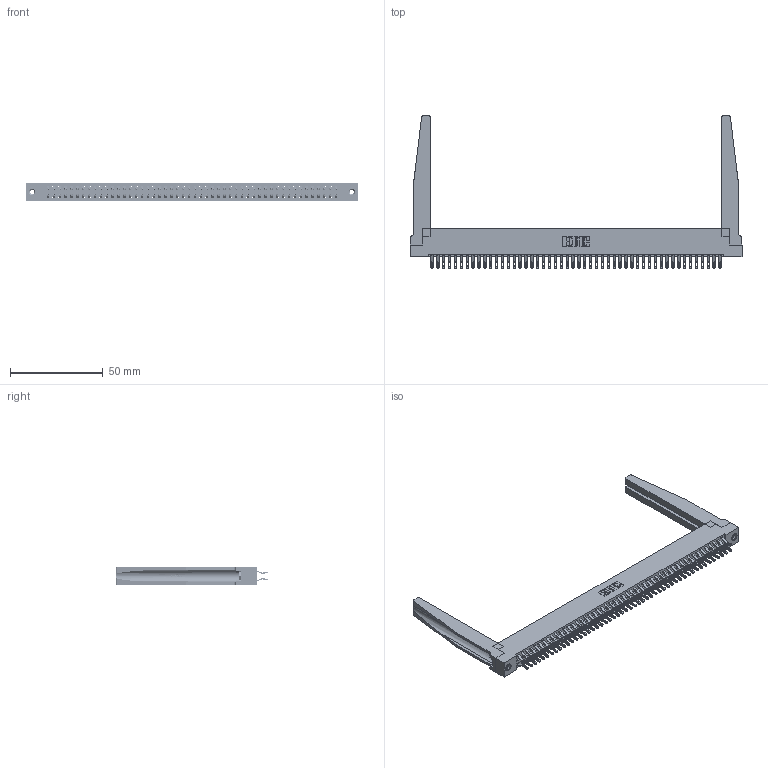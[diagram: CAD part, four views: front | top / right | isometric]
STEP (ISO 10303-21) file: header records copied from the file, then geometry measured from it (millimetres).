
FILE_DESCRIPTION (( 'STEP AP203' ), '1' );
FILE_NAME ('396-100-555-278.STEP', '2019-10-31T05:55:50', ( '' ), ( '' ), 'SwSTEP 2.0', 'SolidWorks 2016', '' );
FILE_SCHEMA (( 'CONFIG_CONTROL_DESIGN' ));
Length unit declared in the file: inch
Products named in the file (5): 346 Part_Flush Mounting Lugs - 0.156 Dia-TH; 345-292-001_555 Tail; 346-220-078_345-220-078; 396-100-555-278; 345-250-001_345-250-001-102
Assembly tree (105 placements, depth 2):
  396-100-555-278
    346 Part_Flush Mounting Lugs - 0.156 Dia-TH
    345-292-001_555 Tail  x100
    346-220-078_345-220-078  x2
    345-250-001_345-250-001-102  x2
Bounding box: 179.32 x 82.42 x 9.4 mm (x, y, z)
Volume: 24747.4 mm3; surface area: 32217.4 mm2
Topology: 105 solids, 105 shells, 6156 faces, 19237 edges, 12814 vertices
Faces by surface type: plane 3518, cylinder 2586, bspline 36, cone 12, torus 4
Entity records: 36628 total; most frequent: CARTESIAN_POINT 6997, ORIENTED_EDGE 5790, DIRECTION 5173, EDGE_CURVE 2895, LINE 2449, VECTOR 2449, VERTEX_POINT 1924, AXIS2_PLACEMENT_3D 1362
